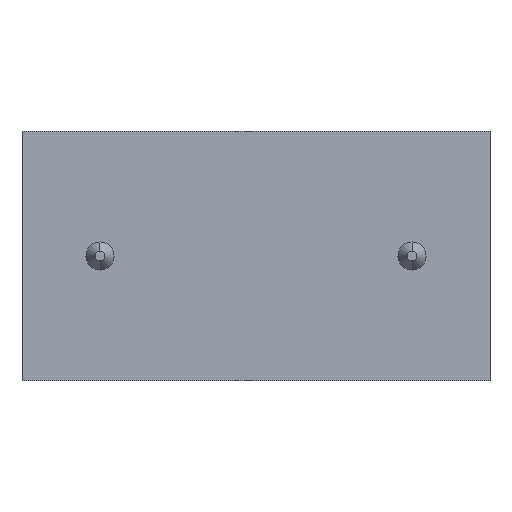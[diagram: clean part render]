
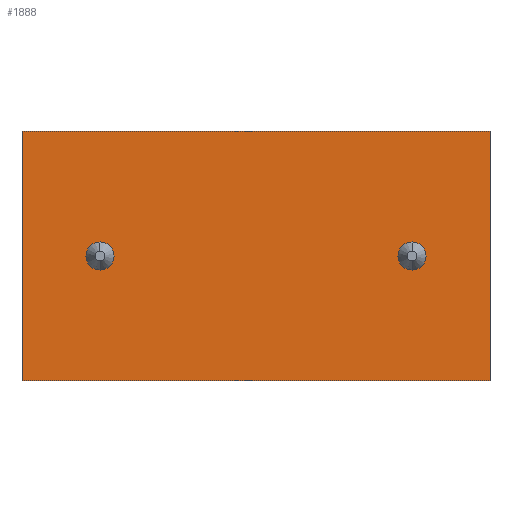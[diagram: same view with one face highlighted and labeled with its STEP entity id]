
A CAD part, front view. The second image highlights one B-rep face of the part: STEP entity #1888.
In plain terms, the highlighted planar face has unit normal (0, -1, 0).
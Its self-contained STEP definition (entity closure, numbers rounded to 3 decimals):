
#30=DIRECTION('',(0.,0.,-1.));
#31=VECTOR('',#30,8.);
#32=CARTESIAN_POINT('',(15.,-10.,4.));
#33=LINE('',#32,#31);
#72=DIRECTION('',(1.,0.,0.));
#73=VECTOR('',#72,15.);
#74=CARTESIAN_POINT('',(0.,-10.,-4.));
#75=LINE('',#74,#73);
#114=DIRECTION('',(0.,0.,-1.));
#115=VECTOR('',#114,8.);
#116=CARTESIAN_POINT('',(0.,-10.,4.));
#117=LINE('',#116,#115);
#793=CARTESIAN_POINT('',(12.5,-10.,0.));
#794=DIRECTION('',(0.,1.,0.));
#795=DIRECTION('',(0.,0.,1.));
#796=AXIS2_PLACEMENT_3D('',#793,#794,#795);
#801=CARTESIAN_POINT('',(12.5,-10.,0.));
#802=DIRECTION('',(0.,1.,0.));
#803=DIRECTION('',(0.,0.,-1.));
#804=AXIS2_PLACEMENT_3D('',#801,#802,#803);
#809=CARTESIAN_POINT('',(2.5,-10.,0.));
#810=DIRECTION('',(0.,1.,0.));
#811=DIRECTION('',(0.,0.,1.));
#812=AXIS2_PLACEMENT_3D('',#809,#810,#811);
#817=CARTESIAN_POINT('',(2.5,-10.,0.));
#818=DIRECTION('',(0.,1.,0.));
#819=DIRECTION('',(0.,0.,-1.));
#820=AXIS2_PLACEMENT_3D('',#817,#818,#819);
#825=DIRECTION('',(1.,0.,0.));
#826=VECTOR('',#825,15.);
#827=CARTESIAN_POINT('',(0.,-10.,4.));
#828=LINE('',#827,#826);
#952=CARTESIAN_POINT('',(0.,-10.,4.));
#953=CARTESIAN_POINT('',(0.,-10.,-4.));
#954=VERTEX_POINT('',#952);
#955=VERTEX_POINT('',#953);
#980=CARTESIAN_POINT('',(2.5,-10.,0.45));
#981=CARTESIAN_POINT('',(2.5,-10.,-0.45));
#982=VERTEX_POINT('',#980);
#983=VERTEX_POINT('',#981);
#1048=CARTESIAN_POINT('',(15.,-10.,4.));
#1049=CARTESIAN_POINT('',(15.,-10.,-4.));
#1050=VERTEX_POINT('',#1048);
#1051=VERTEX_POINT('',#1049);
#1092=CARTESIAN_POINT('',(12.5,-10.,0.45));
#1093=CARTESIAN_POINT('',(12.5,-10.,-0.45));
#1094=VERTEX_POINT('',#1092);
#1095=VERTEX_POINT('',#1093);
#1865=CARTESIAN_POINT('',(0.,-10.,4.));
#1866=DIRECTION('',(0.,-1.,0.));
#1867=DIRECTION('',(0.,0.,-1.));
#1868=AXIS2_PLACEMENT_3D('',#1865,#1866,#1867);
#1869=PLANE('',#1868);
#1870=ORIENTED_EDGE('',*,*,#1523,.T.);
#1871=ORIENTED_EDGE('',*,*,#1129,.T.);
#1872=ORIENTED_EDGE('',*,*,#1163,.F.);
#1873=ORIENTED_EDGE('',*,*,#1182,.F.);
#1874=EDGE_LOOP('',(#1870,#1871,#1872,#1873));
#1875=FACE_OUTER_BOUND('',#1874,.F.);
#1877=ORIENTED_EDGE('',*,*,#1876,.F.);
#1879=ORIENTED_EDGE('',*,*,#1878,.F.);
#1880=EDGE_LOOP('',(#1877,#1879));
#1881=FACE_BOUND('',#1880,.F.);
#1883=ORIENTED_EDGE('',*,*,#1882,.F.);
#1885=ORIENTED_EDGE('',*,*,#1884,.F.);
#1886=EDGE_LOOP('',(#1883,#1885));
#1887=FACE_BOUND('',#1886,.F.);
#797=CIRCLE('',#796,0.45);
#805=CIRCLE('',#804,0.45);
#813=CIRCLE('',#812,0.45);
#821=CIRCLE('',#820,0.45);
#1129=EDGE_CURVE('',#1050,#1051,#33,.T.);
#1163=EDGE_CURVE('',#955,#1051,#75,.T.);
#1182=EDGE_CURVE('',#954,#955,#117,.T.);
#1523=EDGE_CURVE('',#954,#1050,#828,.T.);
#1876=EDGE_CURVE('',#982,#983,#813,.T.);
#1878=EDGE_CURVE('',#983,#982,#821,.T.);
#1882=EDGE_CURVE('',#1094,#1095,#797,.T.);
#1884=EDGE_CURVE('',#1095,#1094,#805,.T.);
#1888=ADVANCED_FACE('',(#1875,#1881,#1887),#1869,.T.);
